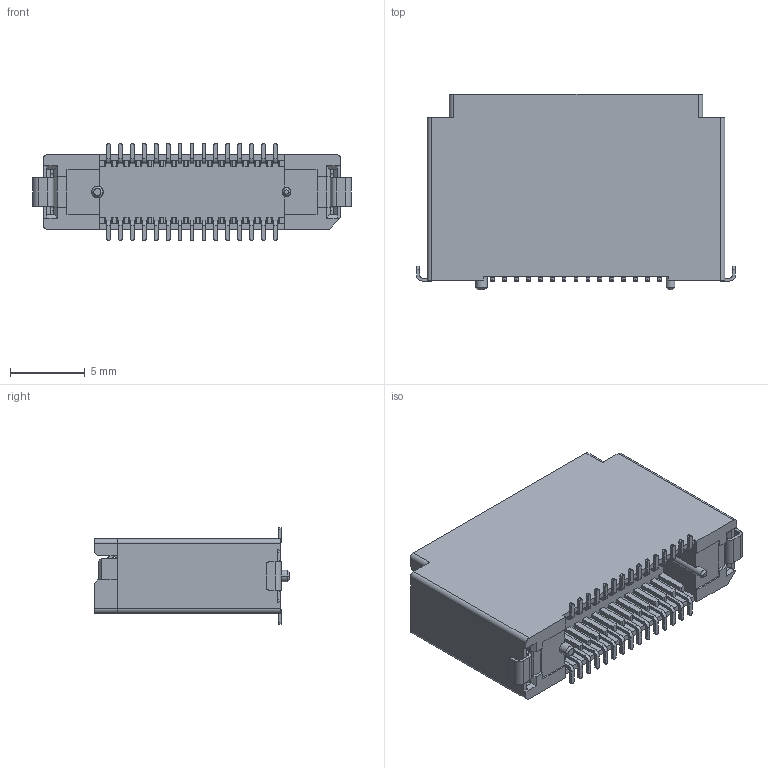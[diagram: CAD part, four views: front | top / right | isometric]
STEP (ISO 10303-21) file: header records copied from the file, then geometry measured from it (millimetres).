
FILE_DESCRIPTION( ('This file contains a STEP AP42 implementation' ,'as created by ZW3D STEP Interface translator.') ,'2;1' );
FILE_NAME( '3615-SXXX-125XXR01.stp' ,'23 322.105237', (''), ('ZWCAD Software Co.'), 'Version 1.0', 'ZW3D to STEP translator', '' );
FILE_SCHEMA(('AUTOMOTIVE_DESIGN { 1 0 10303 214 1 1 1 1 }'));
Length unit declared in the file: millimetre
Products named in the file (2): 0; 3615-SXXX-125XXR01
Bounding box: 21.4 x 13.15 x 6.5 mm (x, y, z)
Volume: 907.6 mm3; surface area: 1491.7 mm2
Topology: 1 solids, 1 shells, 1503 faces, 4386 edges, 2903 vertices
Faces by surface type: plane 1106, cylinder 391, cone 6
Entity records: 51329 total; most frequent: CARTESIAN_POINT 9153, ORIENTED_EDGE 8790, DIRECTION 8196, EDGE_CURVE 4386, VECTOR 3344, LINE 3344, VERTEX_POINT 2903, AXIS2_PLACEMENT_3D 2426
